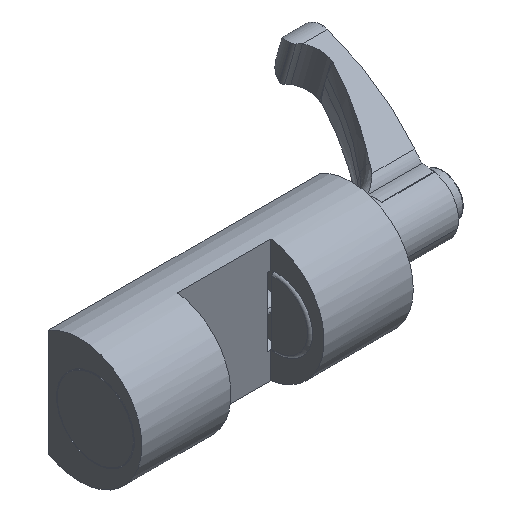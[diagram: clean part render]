
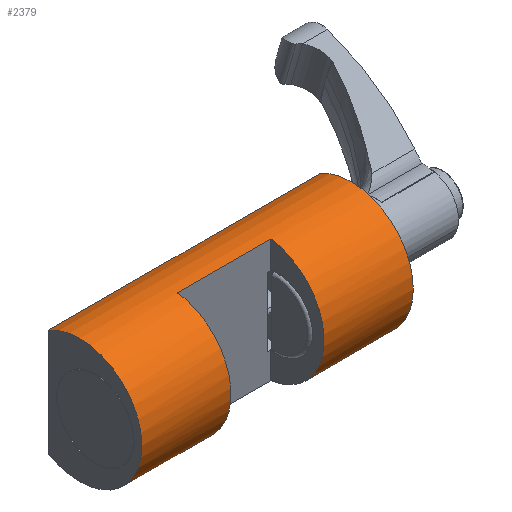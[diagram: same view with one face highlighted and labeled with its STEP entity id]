
A CAD part, isometric view. The second image highlights one B-rep face of the part: STEP entity #2379.
In plain terms, the highlighted cylindrical face has radius 16 mm (diameter 32 mm), a partial arc.
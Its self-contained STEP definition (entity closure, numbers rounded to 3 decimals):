
#1=CARTESIAN_POINT('',(-35.,4.,0.));
#2=DIRECTION('',(1.,0.,0.));
#3=DIRECTION('',(0.,0.5,0.866));
#4=AXIS2_PLACEMENT_3D('',#1,#2,#3);
#20=DIRECTION('',(1.,0.,0.));
#21=VECTOR('',#20,70.);
#22=CARTESIAN_POINT('',(-35.,12.,13.856));
#23=LINE('',#22,#21);
#24=CARTESIAN_POINT('',(-12.,4.,0.));
#25=DIRECTION('',(1.,0.,0.));
#26=DIRECTION('',(0.,-0.144,0.99));
#27=AXIS2_PLACEMENT_3D('',#24,#25,#26);
#29=DIRECTION('',(1.,0.,0.));
#30=VECTOR('',#29,24.);
#31=CARTESIAN_POINT('',(-12.,1.7,-15.834));
#32=LINE('',#31,#30);
#33=CARTESIAN_POINT('',(12.,4.,0.));
#34=DIRECTION('',(1.,0.,0.));
#35=DIRECTION('',(0.,-0.144,0.99));
#36=AXIS2_PLACEMENT_3D('',#33,#34,#35);
#38=DIRECTION('',(1.,0.,0.));
#39=VECTOR('',#38,24.);
#40=CARTESIAN_POINT('',(-12.,1.7,15.834));
#41=LINE('',#40,#39);
#42=DIRECTION('',(1.,0.,0.));
#43=VECTOR('',#42,70.);
#44=CARTESIAN_POINT('',(-35.,12.,-13.856));
#45=LINE('',#44,#43);
#86=CARTESIAN_POINT('',(35.,4.,0.));
#87=DIRECTION('',(1.,0.,0.));
#88=DIRECTION('',(0.,0.5,0.866));
#89=AXIS2_PLACEMENT_3D('',#86,#87,#88);
#1925=CARTESIAN_POINT('',(-35.,12.,-13.856));
#1926=CARTESIAN_POINT('',(-35.,12.,13.856));
#1927=VERTEX_POINT('',#1925);
#1928=VERTEX_POINT('',#1926);
#1929=CARTESIAN_POINT('',(35.,12.,-13.856));
#1930=CARTESIAN_POINT('',(35.,12.,13.856));
#1931=VERTEX_POINT('',#1929);
#1932=VERTEX_POINT('',#1930);
#2033=CARTESIAN_POINT('',(-12.,1.7,15.834));
#2034=VERTEX_POINT('',#2033);
#2035=CARTESIAN_POINT('',(-12.,1.7,-15.834));
#2036=VERTEX_POINT('',#2035);
#2043=CARTESIAN_POINT('',(12.,1.7,15.834));
#2044=VERTEX_POINT('',#2043);
#2045=CARTESIAN_POINT('',(12.,1.7,-15.834));
#2046=VERTEX_POINT('',#2045);
#2355=CARTESIAN_POINT('',(-35.,4.,0.));
#2356=DIRECTION('',(1.,0.,0.));
#2357=DIRECTION('',(0.,-1.,0.));
#2358=AXIS2_PLACEMENT_3D('',#2355,#2356,#2357);
#2359=CYLINDRICAL_SURFACE('',#2358,16.);
#2360=ORIENTED_EDGE('',*,*,#2342,.F.);
#2362=ORIENTED_EDGE('',*,*,#2361,.T.);
#2364=ORIENTED_EDGE('',*,*,#2363,.T.);
#2366=ORIENTED_EDGE('',*,*,#2365,.F.);
#2367=EDGE_LOOP('',(#2360,#2362,#2364,#2366));
#2368=FACE_OUTER_BOUND('',#2367,.F.);
#2370=ORIENTED_EDGE('',*,*,#2369,.T.);
#2372=ORIENTED_EDGE('',*,*,#2371,.T.);
#2374=ORIENTED_EDGE('',*,*,#2373,.F.);
#2376=ORIENTED_EDGE('',*,*,#2375,.F.);
#2377=EDGE_LOOP('',(#2370,#2372,#2374,#2376));
#2378=FACE_BOUND('',#2377,.F.);
#2379=ADVANCED_FACE('',(#2368,#2378),#2359,.T.);
#5=CIRCLE('',#4,16.);
#28=CIRCLE('',#27,16.);
#37=CIRCLE('',#36,16.);
#90=CIRCLE('',#89,16.);
#2342=EDGE_CURVE('',#1928,#1927,#5,.T.);
#2361=EDGE_CURVE('',#1928,#1932,#23,.T.);
#2363=EDGE_CURVE('',#1932,#1931,#90,.T.);
#2365=EDGE_CURVE('',#1927,#1931,#45,.T.);
#2369=EDGE_CURVE('',#2034,#2036,#28,.T.);
#2371=EDGE_CURVE('',#2036,#2046,#32,.T.);
#2373=EDGE_CURVE('',#2044,#2046,#37,.T.);
#2375=EDGE_CURVE('',#2034,#2044,#41,.T.);
